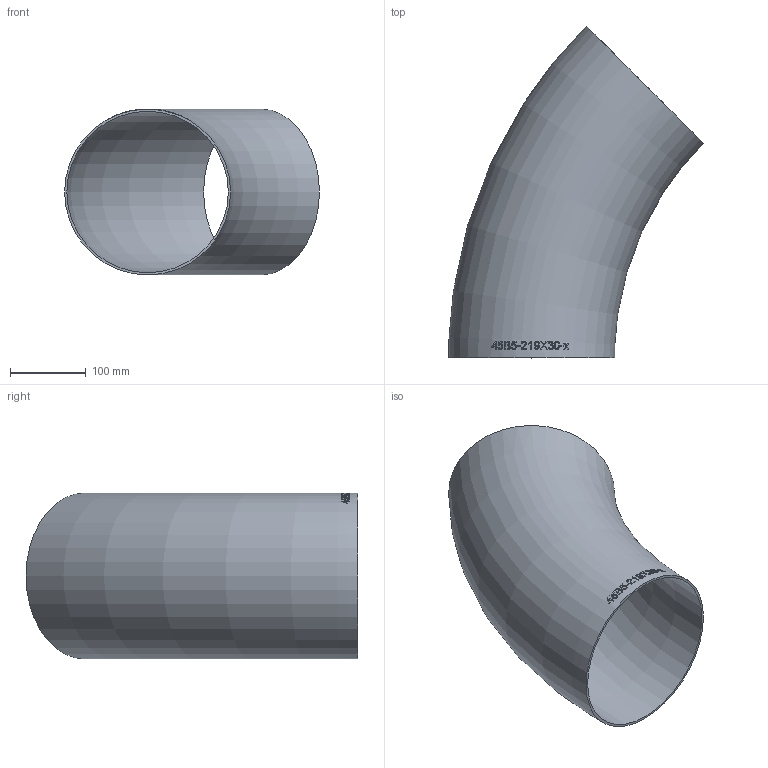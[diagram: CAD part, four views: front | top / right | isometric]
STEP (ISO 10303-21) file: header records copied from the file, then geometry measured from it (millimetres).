
FILE_DESCRIPTION (( 'STEP AP214' ), '1' );
FILE_NAME ('45B5-219X30-x Bogen 2005.STEP', '2020-05-11T08:04:16', ( '' ), ( '' ), 'SwSTEP 2.0', 'SolidWorks 2019', '' );
FILE_SCHEMA (( 'AUTOMOTIVE_DESIGN' ));
Length unit declared in the file: millimetre
Products named in the file (1): 45B5-219X30-x Bogen 2005
Bounding box: 336.39 x 438.09 x 219.1 mm (x, y, z)
Volume: 815790 mm3; surface area: 547963.2 mm2
Topology: 1 solids, 1 shells, 187 faces, 502 edges, 335 vertices
Faces by surface type: bspline 165, torus 20, plane 2
Entity records: 30323 total; most frequent: CARTESIAN_POINT 25124, ORIENTED_EDGE 998, EDGE_CURVE 499, B_SPLINE_CURVE_WITH_KNOTS 495, VERTEX_POINT 334, EDGE_LOOP 209, FACE_OUTER_BOUND 189, ADVANCED_FACE 187
